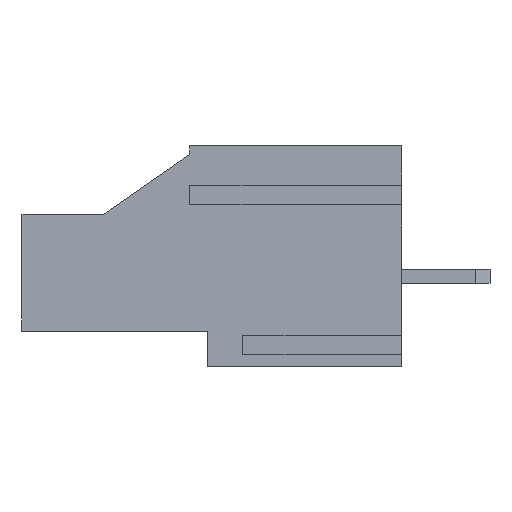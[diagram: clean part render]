
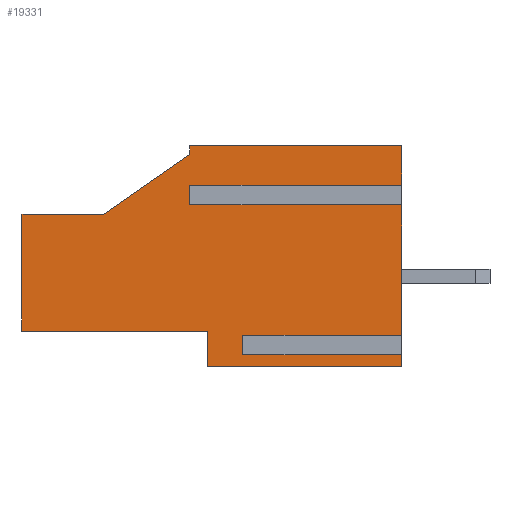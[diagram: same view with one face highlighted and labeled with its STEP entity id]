
A CAD part, left-side view. The second image highlights one B-rep face of the part: STEP entity #19331.
In plain terms, the highlighted planar face has unit normal (-1, 0, 0).
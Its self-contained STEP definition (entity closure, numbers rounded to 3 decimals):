
#293 = CARTESIAN_POINT ( 'NONE',  ( 0., 9., 0.868 ) ) ;
#441 = CARTESIAN_POINT ( 'NONE',  ( 0., 0., 12.5 ) ) ;
#778 = VERTEX_POINT ( 'NONE', #5802 ) ;
#1440 = CARTESIAN_POINT ( 'NONE',  ( 0., 0., 12.5 ) ) ;
#2210 = ORIENTED_EDGE ( 'NONE', *, *, #2400, .F. ) ;
#2400 = EDGE_CURVE ( 'NONE', #22796, #24146, #26438, .T. ) ;
#2453 = CARTESIAN_POINT ( 'NONE',  ( 0., 11., 0. ) ) ;
#2462 = LINE ( 'NONE', #2772, #7244 ) ;
#2585 = EDGE_CURVE ( 'NONE', #24146, #26570, #2462, .T. ) ;
#2772 = CARTESIAN_POINT ( 'NONE',  ( 0., 21.5, 8.6 ) ) ;
#2962 = CARTESIAN_POINT ( 'NONE',  ( 0., 16.9, 8.6 ) ) ;
#3772 = EDGE_CURVE ( 'NONE', #27959, #8074, #19262, .T. ) ;
#3874 = ORIENTED_EDGE ( 'NONE', *, *, #28750, .F. ) ;
#4148 = CARTESIAN_POINT ( 'NONE',  ( 0., 16.9, 0. ) ) ;
#4187 = CARTESIAN_POINT ( 'NONE',  ( 0., 9., 1.532 ) ) ;
#4331 = DIRECTION ( 'NONE',  ( 0., -1., 0. ) ) ;
#4342 = VECTOR ( 'NONE', #8257, 1000. ) ;
#4483 = VECTOR ( 'NONE', #26467, 1000. ) ;
#4661 = CARTESIAN_POINT ( 'NONE',  ( 0., 12., 10.032 ) ) ;
#4693 = DIRECTION ( 'NONE',  ( 0., -1., 0. ) ) ;
#5298 = VECTOR ( 'NONE', #25693, 1000. ) ;
#5802 = CARTESIAN_POINT ( 'NONE',  ( 0., 12., 12. ) ) ;
#5804 = CARTESIAN_POINT ( 'NONE',  ( 0., 21.5, 2. ) ) ;
#5818 = VERTEX_POINT ( 'NONE', #4187 ) ;
#5963 = CARTESIAN_POINT ( 'NONE',  ( 0., 9., 0.868 ) ) ;
#6053 = EDGE_CURVE ( 'NONE', #17839, #21388, #16678, .T. ) ;
#6973 = LINE ( 'NONE', #4148, #24782 ) ;
#7244 = VECTOR ( 'NONE', #4693, 1000. ) ;
#7340 = CARTESIAN_POINT ( 'NONE',  ( 0., 0., 0.868 ) ) ;
#7367 = ORIENTED_EDGE ( 'NONE', *, *, #14788, .T. ) ;
#7677 = CARTESIAN_POINT ( 'NONE',  ( 0., 12., 0. ) ) ;
#8074 = VERTEX_POINT ( 'NONE', #441 ) ;
#8164 = VERTEX_POINT ( 'NONE', #19282 ) ;
#8257 = DIRECTION ( 'NONE',  ( 0., 0., 1. ) ) ;
#8303 = LINE ( 'NONE', #1440, #27135 ) ;
#8496 = CARTESIAN_POINT ( 'NONE',  ( 0., 11., 2. ) ) ;
#8592 = VECTOR ( 'NONE', #27360, 1000. ) ;
#8637 = VECTOR ( 'NONE', #9606, 1000. ) ;
#8914 = DIRECTION ( 'NONE',  ( 0., -1., 0. ) ) ;
#9188 = CARTESIAN_POINT ( 'NONE',  ( 0., 9., 0.868 ) ) ;
#9347 = CARTESIAN_POINT ( 'NONE',  ( 0., 16.9, 2. ) ) ;
#9390 = ORIENTED_EDGE ( 'NONE', *, *, #26929, .T. ) ;
#9514 = EDGE_LOOP ( 'NONE', ( #13096, #2210, #18210, #27637, #9390, #9731, #3874, #20948, #24773, #7367, #20629, #14459, #10164, #27450, #25603, #13789, #17584 ) ) ;
#9606 = DIRECTION ( 'NONE',  ( 0., 0., -1. ) ) ;
#9731 = ORIENTED_EDGE ( 'NONE', *, *, #19186, .T. ) ;
#9981 = CARTESIAN_POINT ( 'NONE',  ( 0., 12., 9.368 ) ) ;
#9988 = DIRECTION ( 'NONE',  ( 0., 0., -1. ) ) ;
#10126 = VECTOR ( 'NONE', #16163, 1000. ) ;
#10164 = ORIENTED_EDGE ( 'NONE', *, *, #23324, .T. ) ;
#10213 = CARTESIAN_POINT ( 'NONE',  ( 0., 0., 12.5 ) ) ;
#10597 = VECTOR ( 'NONE', #15336, 1000. ) ;
#10605 = LINE ( 'NONE', #8496, #4483 ) ;
#10922 = VECTOR ( 'NONE', #20125, 1000. ) ;
#10995 = VERTEX_POINT ( 'NONE', #21373 ) ;
#11347 = LINE ( 'NONE', #293, #19100 ) ;
#11577 = LINE ( 'NONE', #14251, #10126 ) ;
#12014 = CARTESIAN_POINT ( 'NONE',  ( 0., 12., 12.5 ) ) ;
#12242 = CARTESIAN_POINT ( 'NONE',  ( 0., 16.9, 12.5 ) ) ;
#12746 = CARTESIAN_POINT ( 'NONE',  ( 0., 21.5, 8.6 ) ) ;
#12955 = VECTOR ( 'NONE', #24396, 1000. ) ;
#13085 = EDGE_CURVE ( 'NONE', #778, #27959, #13429, .T. ) ;
#13096 = ORIENTED_EDGE ( 'NONE', *, *, #2585, .F. ) ;
#13389 = EDGE_CURVE ( 'NONE', #26207, #8074, #26101, .T. ) ;
#13429 = LINE ( 'NONE', #22624, #14822 ) ;
#13756 = CARTESIAN_POINT ( 'NONE',  ( 0., 12., 9.368 ) ) ;
#13789 = ORIENTED_EDGE ( 'NONE', *, *, #13085, .F. ) ;
#14251 = CARTESIAN_POINT ( 'NONE',  ( 0., 0., 12.5 ) ) ;
#14459 = ORIENTED_EDGE ( 'NONE', *, *, #28053, .F. ) ;
#14788 = EDGE_CURVE ( 'NONE', #8164, #21388, #11577, .T. ) ;
#14822 = VECTOR ( 'NONE', #22904, 1000. ) ;
#15313 = DIRECTION ( 'NONE',  ( 0., 0., 1. ) ) ;
#15336 = DIRECTION ( 'NONE',  ( 0., 0., 1. ) ) ;
#16163 = DIRECTION ( 'NONE',  ( 0., 0., 1. ) ) ;
#16678 = LINE ( 'NONE', #9981, #24420 ) ;
#16985 = PLANE ( 'NONE',  #17950 ) ;
#17584 = ORIENTED_EDGE ( 'NONE', *, *, #27632, .F. ) ;
#17691 = LINE ( 'NONE', #5963, #12955 ) ;
#17839 = VERTEX_POINT ( 'NONE', #13756 ) ;
#17950 = AXIS2_PLACEMENT_3D ( 'NONE', #12242, #21297, #9988 ) ;
#18210 = ORIENTED_EDGE ( 'NONE', *, *, #19412, .F. ) ;
#18291 = CARTESIAN_POINT ( 'NONE',  ( 0., 9., 1.532 ) ) ;
#19080 = EDGE_CURVE ( 'NONE', #19881, #5818, #17691, .T. ) ;
#19100 = VECTOR ( 'NONE', #4331, 1000. ) ;
#19186 = EDGE_CURVE ( 'NONE', #10995, #21581, #8303, .T. ) ;
#19262 = LINE ( 'NONE', #28633, #27264 ) ;
#19282 = CARTESIAN_POINT ( 'NONE',  ( 0., 0., 1.532 ) ) ;
#19331 = ADVANCED_FACE ( 'NONE', ( #21447 ), #16985, .F. ) ;
#19412 = EDGE_CURVE ( 'NONE', #24758, #22796, #20672, .T. ) ;
#19881 = VERTEX_POINT ( 'NONE', #9188 ) ;
#20038 = CARTESIAN_POINT ( 'NONE',  ( 0., 21.5, 2. ) ) ;
#20062 = CARTESIAN_POINT ( 'NONE',  ( 0., 0., 10.032 ) ) ;
#20125 = DIRECTION ( 'NONE',  ( 0., -1., 0. ) ) ;
#20629 = ORIENTED_EDGE ( 'NONE', *, *, #6053, .F. ) ;
#20672 = LINE ( 'NONE', #9347, #24132 ) ;
#20881 = CARTESIAN_POINT ( 'NONE',  ( 0., 12., 10.032 ) ) ;
#20948 = ORIENTED_EDGE ( 'NONE', *, *, #19080, .T. ) ;
#21297 = DIRECTION ( 'NONE',  ( 1., 0., 0. ) ) ;
#21373 = CARTESIAN_POINT ( 'NONE',  ( 0., 0., 0. ) ) ;
#21388 = VERTEX_POINT ( 'NONE', #29061 ) ;
#21447 = FACE_OUTER_BOUND ( 'NONE', #9514, .T. ) ;
#21455 = VERTEX_POINT ( 'NONE', #2453 ) ;
#21581 = VERTEX_POINT ( 'NONE', #7340 ) ;
#22578 = CARTESIAN_POINT ( 'NONE',  ( 0., 16.9, 8.6 ) ) ;
#22624 = CARTESIAN_POINT ( 'NONE',  ( 0., 12., 12. ) ) ;
#22796 = VERTEX_POINT ( 'NONE', #5804 ) ;
#22904 = DIRECTION ( 'NONE',  ( 0., 0., 1. ) ) ;
#23324 = EDGE_CURVE ( 'NONE', #23562, #26207, #25030, .T. ) ;
#23330 = LINE ( 'NONE', #2962, #5298 ) ;
#23562 = VERTEX_POINT ( 'NONE', #20881 ) ;
#24132 = VECTOR ( 'NONE', #25269, 1000. ) ;
#24146 = VERTEX_POINT ( 'NONE', #12746 ) ;
#24396 = DIRECTION ( 'NONE',  ( 0., 0., 1. ) ) ;
#24420 = VECTOR ( 'NONE', #26179, 1000. ) ;
#24465 = EDGE_CURVE ( 'NONE', #5818, #8164, #27654, .T. ) ;
#24758 = VERTEX_POINT ( 'NONE', #27899 ) ;
#24773 = ORIENTED_EDGE ( 'NONE', *, *, #24465, .T. ) ;
#24782 = VECTOR ( 'NONE', #8914, 1000. ) ;
#25030 = LINE ( 'NONE', #4661, #10922 ) ;
#25269 = DIRECTION ( 'NONE',  ( 0., 1., 0. ) ) ;
#25578 = EDGE_CURVE ( 'NONE', #21455, #24758, #10605, .T. ) ;
#25603 = ORIENTED_EDGE ( 'NONE', *, *, #3772, .F. ) ;
#25657 = LINE ( 'NONE', #7677, #8637 ) ;
#25693 = DIRECTION ( 'NONE',  ( 0., -0.822, 0.57 ) ) ;
#26101 = LINE ( 'NONE', #10213, #4342 ) ;
#26179 = DIRECTION ( 'NONE',  ( 0., -1., 0. ) ) ;
#26207 = VERTEX_POINT ( 'NONE', #20062 ) ;
#26438 = LINE ( 'NONE', #20038, #10597 ) ;
#26467 = DIRECTION ( 'NONE',  ( 0., 0., 1. ) ) ;
#26537 = DIRECTION ( 'NONE',  ( 0., -1., 0. ) ) ;
#26570 = VERTEX_POINT ( 'NONE', #22578 ) ;
#26929 = EDGE_CURVE ( 'NONE', #21455, #10995, #6973, .T. ) ;
#27135 = VECTOR ( 'NONE', #15313, 1000. ) ;
#27264 = VECTOR ( 'NONE', #26537, 1000. ) ;
#27360 = DIRECTION ( 'NONE',  ( 0., -1., 0. ) ) ;
#27450 = ORIENTED_EDGE ( 'NONE', *, *, #13389, .T. ) ;
#27632 = EDGE_CURVE ( 'NONE', #26570, #778, #23330, .T. ) ;
#27637 = ORIENTED_EDGE ( 'NONE', *, *, #25578, .F. ) ;
#27654 = LINE ( 'NONE', #18291, #8592 ) ;
#27899 = CARTESIAN_POINT ( 'NONE',  ( 0., 11., 2. ) ) ;
#27959 = VERTEX_POINT ( 'NONE', #12014 ) ;
#28053 = EDGE_CURVE ( 'NONE', #23562, #17839, #25657, .T. ) ;
#28633 = CARTESIAN_POINT ( 'NONE',  ( 0., 16.9, 12.5 ) ) ;
#28750 = EDGE_CURVE ( 'NONE', #19881, #21581, #11347, .T. ) ;
#29061 = CARTESIAN_POINT ( 'NONE',  ( 0., 0., 9.368 ) ) ;
